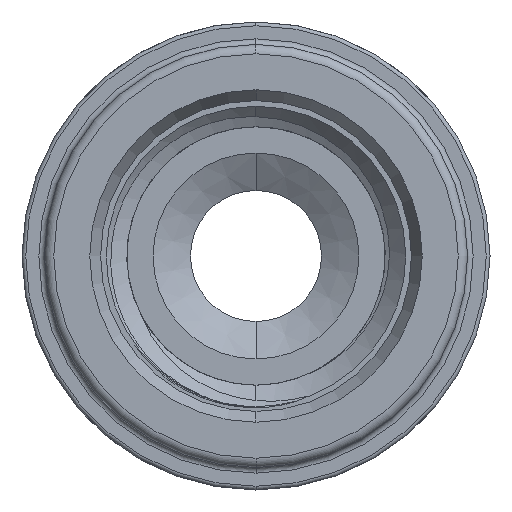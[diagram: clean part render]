
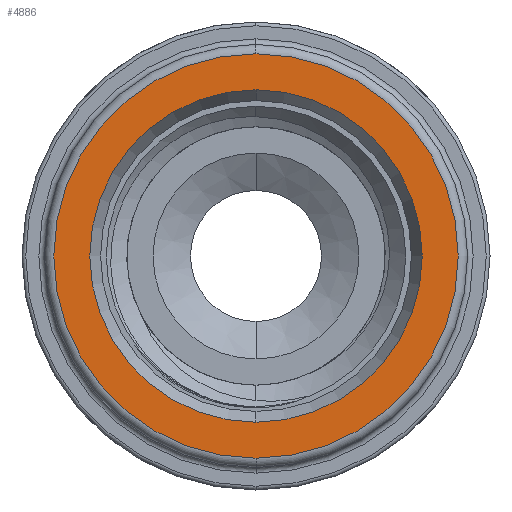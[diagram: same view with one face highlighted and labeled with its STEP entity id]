
A CAD part, left-side view. The second image highlights one B-rep face of the part: STEP entity #4886.
In plain terms, the highlighted planar face has unit normal (-1, 0, 0).
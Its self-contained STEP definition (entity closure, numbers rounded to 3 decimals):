
#362 = VERTEX_POINT ( 'NONE', #5947 ) ;
#699 = DIRECTION ( 'NONE',  ( -1., 0., 0. ) ) ;
#1027 = FACE_OUTER_BOUND ( 'NONE', #2622, .T. ) ;
#1260 = PLANE ( 'NONE',  #2700 ) ;
#1880 = CIRCLE ( 'NONE', #5691, 8.877 ) ;
#2494 = DIRECTION ( 'NONE',  ( -1., 0., 0. ) ) ;
#2593 = FACE_BOUND ( 'NONE', #2843, .T. ) ;
#2603 = DIRECTION ( 'NONE',  ( 1., 0., 0. ) ) ;
#2622 = EDGE_LOOP ( 'NONE', ( #5816, #6487 ) ) ;
#2700 = AXIS2_PLACEMENT_3D ( 'NONE', #5931, #2603, #7259 ) ;
#2707 = VERTEX_POINT ( 'NONE', #3888 ) ;
#2733 = CARTESIAN_POINT ( 'NONE',  ( 0., 0., 0. ) ) ;
#2839 = CARTESIAN_POINT ( 'NONE',  ( 0., 0., -8.877 ) ) ;
#2843 = EDGE_LOOP ( 'NONE', ( #4255, #5839 ) ) ;
#3021 = CARTESIAN_POINT ( 'NONE',  ( 0., 0., 0. ) ) ;
#3405 = DIRECTION ( 'NONE',  ( 0., 0., 1. ) ) ;
#3707 = DIRECTION ( 'NONE',  ( 0., 0., -1. ) ) ;
#3883 = AXIS2_PLACEMENT_3D ( 'NONE', #3021, #7686, #3707 ) ;
#3888 = CARTESIAN_POINT ( 'NONE',  ( 0., 0., 10.8 ) ) ;
#3900 = VERTEX_POINT ( 'NONE', #8161 ) ;
#4024 = AXIS2_PLACEMENT_3D ( 'NONE', #4705, #699, #5380 ) ;
#4255 = ORIENTED_EDGE ( 'NONE', *, *, #4475, .F. ) ;
#4475 = EDGE_CURVE ( 'NONE', #3900, #7354, #1880, .T. ) ;
#4705 = CARTESIAN_POINT ( 'NONE',  ( 0., 0., 0. ) ) ;
#4753 = EDGE_CURVE ( 'NONE', #362, #2707, #7693, .T. ) ;
#4886 = ADVANCED_FACE ( 'NONE', ( #1027, #2593 ), #1260, .F. ) ;
#5380 = DIRECTION ( 'NONE',  ( 0., 0., 1. ) ) ;
#5473 = EDGE_CURVE ( 'NONE', #2707, #362, #7375, .T. ) ;
#5691 = AXIS2_PLACEMENT_3D ( 'NONE', #2733, #7390, #3405 ) ;
#5816 = ORIENTED_EDGE ( 'NONE', *, *, #4753, .T. ) ;
#5839 = ORIENTED_EDGE ( 'NONE', *, *, #7822, .F. ) ;
#5931 = CARTESIAN_POINT ( 'NONE',  ( 0., 0., -11.3 ) ) ;
#5947 = CARTESIAN_POINT ( 'NONE',  ( 0., 0., -10.8 ) ) ;
#5994 = CIRCLE ( 'NONE', #4024, 8.877 ) ;
#6477 = CARTESIAN_POINT ( 'NONE',  ( 0., 0., 0. ) ) ;
#6487 = ORIENTED_EDGE ( 'NONE', *, *, #5473, .T. ) ;
#7146 = DIRECTION ( 'NONE',  ( 0., 0., -1. ) ) ;
#7259 = DIRECTION ( 'NONE',  ( 0., 0., -1. ) ) ;
#7319 = AXIS2_PLACEMENT_3D ( 'NONE', #6477, #2494, #7146 ) ;
#7354 = VERTEX_POINT ( 'NONE', #2839 ) ;
#7375 = CIRCLE ( 'NONE', #3883, 10.8 ) ;
#7390 = DIRECTION ( 'NONE',  ( -1., 0., 0. ) ) ;
#7686 = DIRECTION ( 'NONE',  ( -1., 0., 0. ) ) ;
#7693 = CIRCLE ( 'NONE', #7319, 10.8 ) ;
#7822 = EDGE_CURVE ( 'NONE', #7354, #3900, #5994, .T. ) ;
#8161 = CARTESIAN_POINT ( 'NONE',  ( 0., 0., 8.877 ) ) ;
